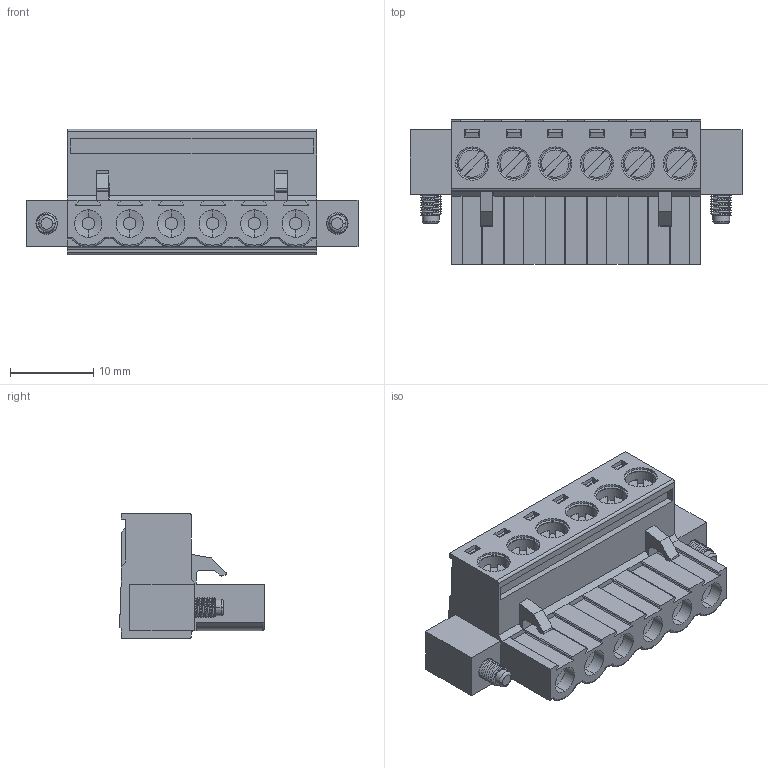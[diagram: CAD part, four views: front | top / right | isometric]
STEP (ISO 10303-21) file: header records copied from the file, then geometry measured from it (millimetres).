
FILE_DESCRIPTION (( 'STEP AP214' ), '1' );
FILE_NAME ('2EDGKM-5.0-06P-14-00AH.STEP', '2021-03-09T20:27:45', ( '' ), ( '' ), 'SwSTEP 2.0', 'SolidWorks 2020', '' );
FILE_SCHEMA (( 'AUTOMOTIVE_DESIGN' ));
Length unit declared in the file: millimetre
Products named in the file (1): 2EDGKM-5.0-06P-14-00AH
Bounding box: 40 x 17.4 x 15.1 mm (x, y, z)
Volume: 4626.4 mm3; surface area: 4614.6 mm2
Topology: 1 solids, 1 shells, 940 faces, 2389 edges, 1542 vertices
Faces by surface type: plane 588, cylinder 134, bspline 124, torus 66, cone 28
Entity records: 41456 total; most frequent: CARTESIAN_POINT 14248, ORIENTED_EDGE 4776, DIRECTION 4067, EDGE_CURVE 2388, VECTOR 1623, LINE 1623, VERTEX_POINT 1540, AXIS2_PLACEMENT_3D 1222
